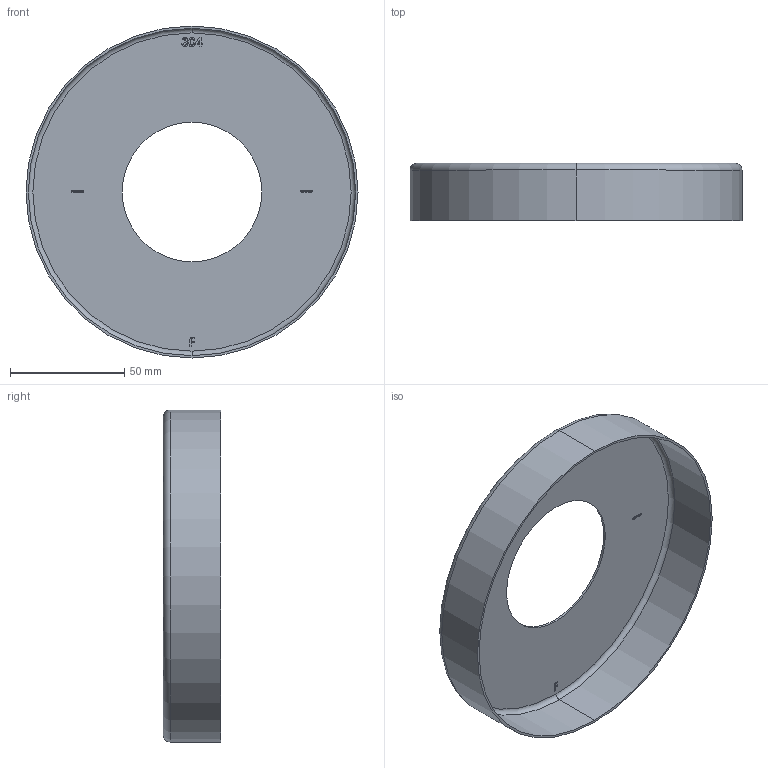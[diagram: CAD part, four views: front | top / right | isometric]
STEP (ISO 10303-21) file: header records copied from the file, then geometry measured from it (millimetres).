
FILE_DESCRIPTION (( 'STEP AP203' ), '1' );
FILE_NAME ('50847-240.step', '2020-11-05T12:44:02', ( '' ), ( '' ), 'SwSTEP 2.0', 'SolidWorks 2018', '' );
FILE_SCHEMA (( 'CONFIG_CONTROL_DESIGN' ));
Length unit declared in the file: millimetre
Products named in the file (2): 50847-240
Bounding box: 145 x 25 x 145 mm (x, y, z)
Volume: 23957 mm3; surface area: 48577.4 mm2
Topology: 1 solids, 1 shells, 296 faces, 779 edges, 518 vertices
Faces by surface type: plane 164, bspline 122, cylinder 6, torus 4
Entity records: 16074 total; most frequent: CARTESIAN_POINT 9413, ORIENTED_EDGE 1558, DIRECTION 907, EDGE_CURVE 779, VERTEX_POINT 518, LINE 515, VECTOR 515, EDGE_LOOP 331
